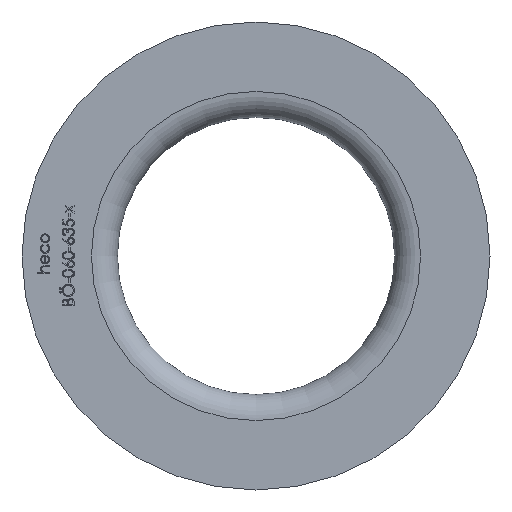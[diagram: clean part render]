
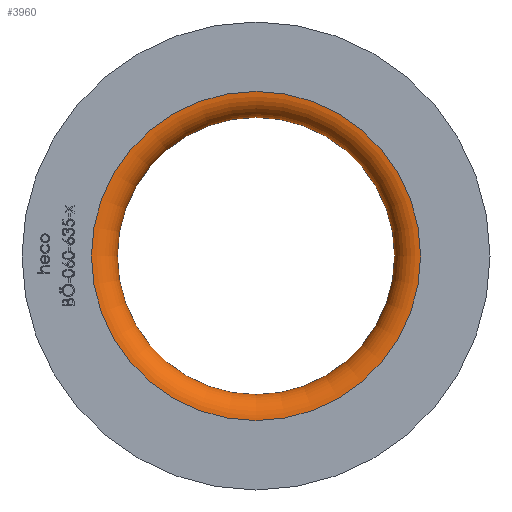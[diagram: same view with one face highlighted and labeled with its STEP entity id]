
A CAD part, left-side view. The second image highlights one B-rep face of the part: STEP entity #3960.
In plain terms, the highlighted toroidal (fillet/blend) face has major radius 31.65 mm and minor radius 5 mm.
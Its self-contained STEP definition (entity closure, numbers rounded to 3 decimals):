
#734 = FACE_OUTER_BOUND ( 'NONE', #14229, .T. ) ;
#1714 = AXIS2_PLACEMENT_3D ( 'NONE', #2275, #7204, #12169 ) ;
#1982 = CIRCLE ( 'NONE', #13912, 26.65 ) ;
#2275 = CARTESIAN_POINT ( 'NONE',  ( 5., 0., 0. ) ) ;
#2721 = EDGE_LOOP ( 'NONE', ( #3734 ) ) ;
#3734 = ORIENTED_EDGE ( 'NONE', *, *, #4776, .F. ) ;
#3960 = ADVANCED_FACE ( 'NONE', ( #11839, #734 ), #9209, .T. ) ;
#4776 = EDGE_CURVE ( 'NONE', #13286, #13286, #5318, .T. ) ;
#5318 = CIRCLE ( 'NONE', #15727, 31.65 ) ;
#5538 = DIRECTION ( 'NONE',  ( -1., 0., 0. ) ) ;
#5708 = CARTESIAN_POINT ( 'NONE',  ( 5., 0., -26.65 ) ) ;
#7204 = DIRECTION ( 'NONE',  ( 1., 0., 0. ) ) ;
#8677 = CARTESIAN_POINT ( 'NONE',  ( 0., 0., 0. ) ) ;
#9209 = TOROIDAL_SURFACE ( 'NONE', #1714, 31.65, 5. ) ;
#10640 = ORIENTED_EDGE ( 'NONE', *, *, #12299, .F. ) ;
#10656 = CARTESIAN_POINT ( 'NONE',  ( 5., 0., 0. ) ) ;
#11351 = DIRECTION ( 'NONE',  ( 0., 0., -1. ) ) ;
#11819 = CARTESIAN_POINT ( 'NONE',  ( 0., 0., -31.65 ) ) ;
#11839 = FACE_OUTER_BOUND ( 'NONE', #2721, .T. ) ;
#12070 = VERTEX_POINT ( 'NONE', #5708 ) ;
#12169 = DIRECTION ( 'NONE',  ( 0., 0., -1. ) ) ;
#12299 = EDGE_CURVE ( 'NONE', #12070, #12070, #1982, .T. ) ;
#13286 = VERTEX_POINT ( 'NONE', #11819 ) ;
#13796 = DIRECTION ( 'NONE',  ( 1., 0., 0. ) ) ;
#13912 = AXIS2_PLACEMENT_3D ( 'NONE', #10656, #5538, #14102 ) ;
#14102 = DIRECTION ( 'NONE',  ( 0., 0., -1. ) ) ;
#14229 = EDGE_LOOP ( 'NONE', ( #10640 ) ) ;
#15727 = AXIS2_PLACEMENT_3D ( 'NONE', #8677, #13796, #11351 ) ;
